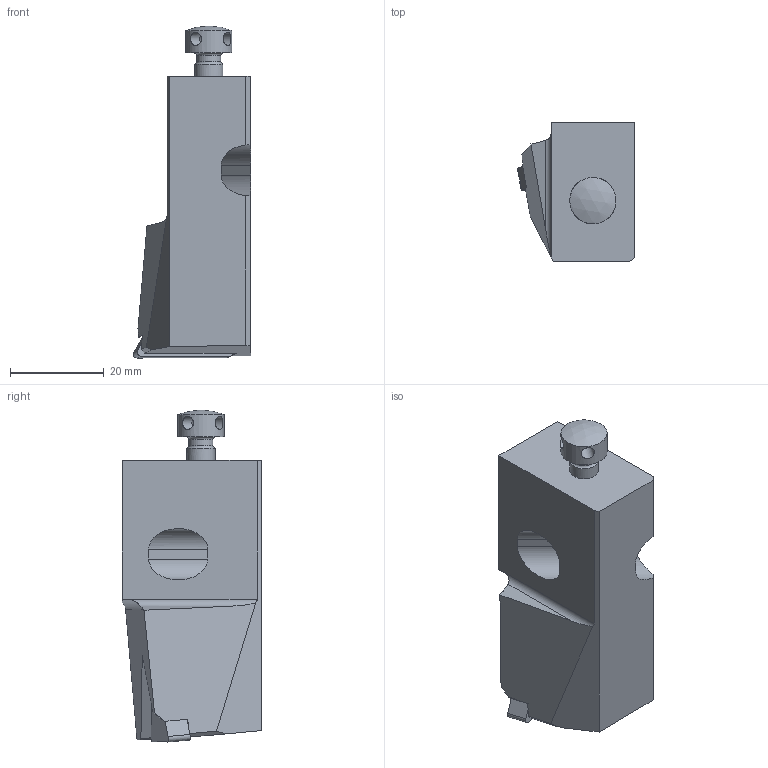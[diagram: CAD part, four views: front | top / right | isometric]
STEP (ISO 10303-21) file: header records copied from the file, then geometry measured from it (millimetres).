
FILE_DESCRIPTION(/* description */ (''),/* implementation_level */ '2;1');
FILE_NAME(/* name */ 'MTFNR20CA-22.stp',/* time_stamp */ '2016-08-04T09:36:19+05:00',/* author */ (''),/* organization */ (''),/* preprocessor_version */ 'ST-DEVELOPER v15',/* originating_system */ 'SIEMENS PLM Software NX 8.5',/* authorisation */ '');
FILE_SCHEMA (('AUTOMOTIVE_DESIGN { 1 0 10303 214 3 1 1 1 }'));
Length unit declared in the file: millimetre
Products named in the file (1): inpu192CAE66d6f2
Bounding box: 24.98 x 29.72 x 70.75 mm (x, y, z)
Volume: 29470.6 mm3; surface area: 8352.3 mm2
Topology: 2 solids, 2 shells, 47 faces, 126 edges, 81 vertices
Faces by surface type: plane 30, cylinder 14, torus 2, sphere 1
Full cylindrical faces by diameter (mm): 2.835 x4, 5.135 x1, 6 x1, 9.875 x1
Entity records: 1682 total; most frequent: CARTESIAN_POINT 487, DIRECTION 236, ORIENTED_EDGE 228, EDGE_CURVE 114, VERTEX_POINT 79, AXIS2_PLACEMENT_3D 79, LINE 78, VECTOR 78
